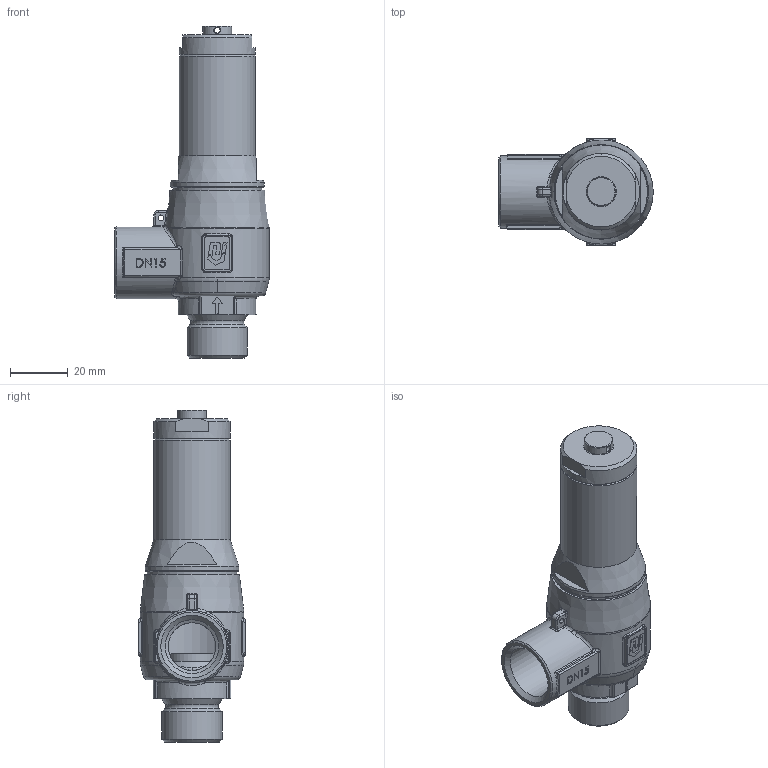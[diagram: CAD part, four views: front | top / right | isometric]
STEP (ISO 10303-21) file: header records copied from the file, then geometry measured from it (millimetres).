
FILE_DESCRIPTION(('HOOPS Exchange Step'),'2;1');
FILE_NAME('SV13-DN15.stp','2026-02-04T10:53:06+01:00',('nieru'),('Unknown organisation'),'HOOPS Exchange 2024.2','HOOPS Exchange','Unknown authorisation');
FILE_SCHEMA( ('AP203_CONFIGURATION_CONTROLLED_3D_DESIGN_OF_MECHANICAL_PARTS_AND_ASSEMBLIES_MIM_LF') );
Length unit declared in the file: millimetre
Products named in the file (2): 0; root
Assembly tree (1 placements, depth 2):
  root
    0
Bounding box: 53.5 x 37 x 115.07 mm (x, y, z)
Volume: 41812.1 mm3; surface area: 26638.9 mm2
Topology: 3 solids, 3 shells, 472 faces, 1249 edges, 817 vertices
Faces by surface type: plane 224, bspline 105, cylinder 81, cone 30, torus 30, sphere 2
Full cylindrical faces by diameter (mm): 2 x2, 10 x1, 13 x1, 14 x1, 15 x1, 16.5 x2, 18 x1, 18.631 x1, 20.1 x1, 20.92 x1, 20.955 x1, 22 x1, 24 x1, 25 x1, 26 x2, 26.1 x1, 26.37 x1, 26.5 x2, 28 x1, 29.5 x1, 31 x2, 31.2 x1, 32.5 x1
Entity records: 22269 total; most frequent: CARTESIAN_POINT 11359, ORIENTED_EDGE 2480, DIRECTION 1887, EDGE_CURVE 1240, VERTEX_POINT 815, AXIS2_PLACEMENT_3D 650, VECTOR 587, LINE 587
